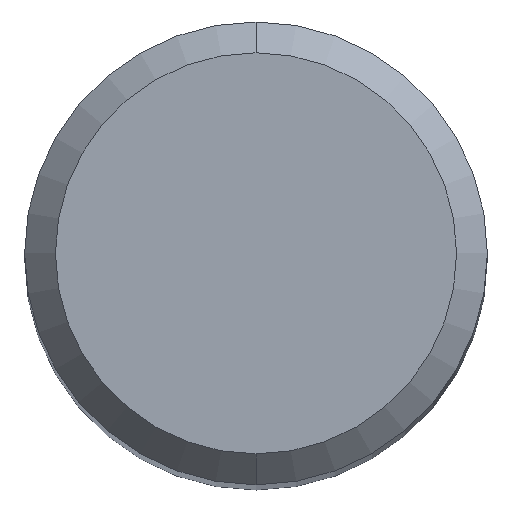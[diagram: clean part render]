
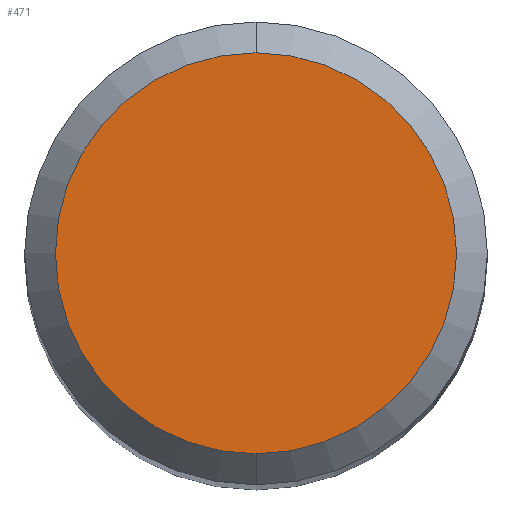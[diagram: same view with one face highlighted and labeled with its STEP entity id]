
A CAD part, top view. The second image highlights one B-rep face of the part: STEP entity #471.
In plain terms, the highlighted planar face has unit normal (0, 0, 1).
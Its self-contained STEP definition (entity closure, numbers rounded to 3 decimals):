
#271=EDGE_CURVE('',#293,#499,#663,.T.);
#293=VERTEX_POINT('',#688);
#385=EDGE_CURVE('',#499,#293,#790,.T.);
#471=ADVANCED_FACE('',(#889),#890,.T.);
#499=VERTEX_POINT('',#922);
#663=CIRCLE('',#1110,2.6);
#688=CARTESIAN_POINT('',(0.,-2.6,0.0));
#790=CIRCLE('',#1332,2.6);
#889=FACE_OUTER_BOUND('',#1521,.T.);
#890=PLANE('',#1522);
#922=CARTESIAN_POINT('',(0.0,2.6,0.0));
#1110=AXIS2_PLACEMENT_3D('',#1833,#1834,#1835);
#1332=AXIS2_PLACEMENT_3D('',#1986,#1987,#1988);
#1521=EDGE_LOOP('',(#2128,#2129));
#1522=AXIS2_PLACEMENT_3D('',#2130,#2131,#2132);
#1833=CARTESIAN_POINT('',(0.0,0.0,0.0));
#1834=DIRECTION('',(0.0,0.0,-1.0));
#1835=DIRECTION('',(0.0,1.0,0.0));
#1986=CARTESIAN_POINT('',(0.0,0.0,0.0));
#1987=DIRECTION('',(0.0,0.0,-1.0));
#1988=DIRECTION('',(0.0,1.0,0.0));
#2128=ORIENTED_EDGE('',*,*,#385,.F.);
#2129=ORIENTED_EDGE('',*,*,#271,.F.);
#2130=CARTESIAN_POINT('',(0.0,1.3,0.0));
#2131=DIRECTION('',(-0.0,0.0,1.0));
#2132=DIRECTION('',(0.0,-1.0,0.0));
